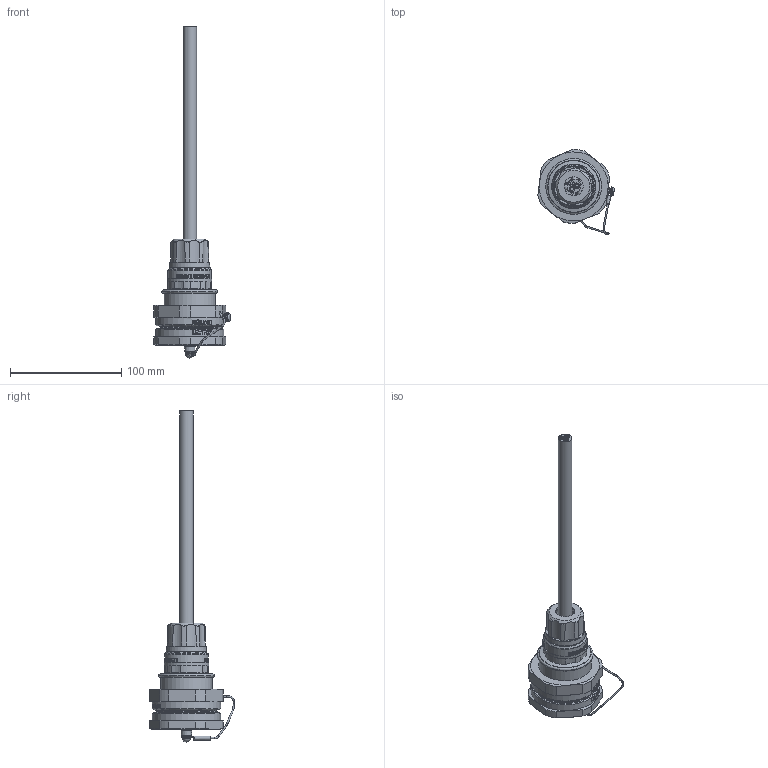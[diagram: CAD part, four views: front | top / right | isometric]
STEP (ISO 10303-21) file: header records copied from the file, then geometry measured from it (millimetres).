
FILE_DESCRIPTION (( 'STEP AP214' ), '1' );
FILE_NAME ('CATSTD-LNR86-1XX-M01.STEP', '2020-09-21T13:35:04', ( '' ), ( '' ), 'SwSTEP 2.0', 'SolidWorks 2020', '' );
FILE_SCHEMA (( 'AUTOMOTIVE_DESIGN' ));
Length unit declared in the file: inch
Products named in the file (1): CATSTD-LNR86-1XX-M01
Bounding box: 68.68 x 76.4 x 297.96 mm (x, y, z)
Surface area: 118943.9 mm2 (no closed solid volume)
Topology: 0 solids, 48 shells, 3117 faces, 8552 edges, 5702 vertices
Faces by surface type: plane 1808, cylinder 752, bspline 394, cone 138, torus 24, sphere 1
Full cylindrical faces by diameter (mm): 1.321 x5, 2.362 x9, 2.489 x3, 2.591 x6, 2.692 x3, 2.731 x1, 2.946 x3, 3.175 x8, 3.2 x1, 3.404 x1, 3.48 x3, 3.658 x1, 3.962 x2, 4.14 x4, 4.343 x1, 4.572 x3, 4.826 x1, 4.877 x3, 5.156 x1, 5.537 x1, 6.096 x3, 6.223 x3, 6.35 x1, 7.518 x2, 8.179 x1, 9.525 x1, 10.058 x2, 12.192 x1, 17.043 x1, 17.145 x1
Entity records: 178834 total; most frequent: CARTESIAN_POINT 65260, ORIENTED_EDGE 16472, DIRECTION 12579, EDGE_CURVE 8239, VERTEX_POINT 5611, VECTOR 4243, LINE 4243, AXIS2_PLACEMENT_3D 4168
